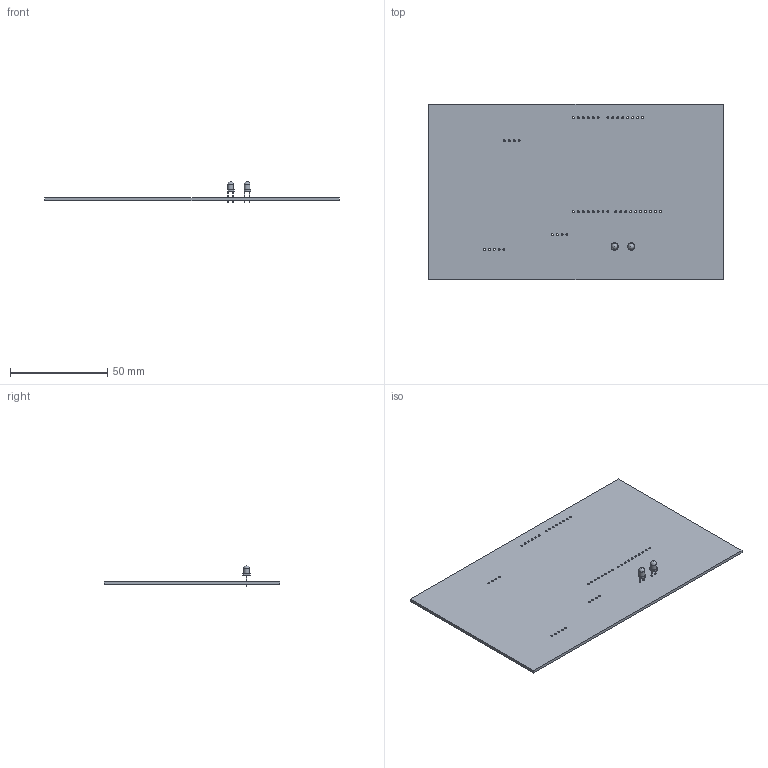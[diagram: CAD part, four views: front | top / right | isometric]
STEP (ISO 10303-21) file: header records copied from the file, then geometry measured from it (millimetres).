
FILE_DESCRIPTION(('KiCad electronic assembly'),'2;1');
FILE_NAME('arise2025_pcb3dmodel.step','2025-12-01T18:34:08',('Pcbnew'),( 'Kicad'),'Open CASCADE STEP processor 7.8','KiCad to STEP converter' ,'Unknown');
FILE_SCHEMA(('AUTOMOTIVE_DESIGN { 1 0 10303 214 1 1 1 1 }'));
Length unit declared in the file: millimetre
Products named in the file (3): arise2025_pcb3dmodel 1; LED_D3.0mm; arise2025_PCB
Assembly tree (3 placements, depth 2):
  arise2025_pcb3dmodel 1
    LED_D3.0mm  x2
    arise2025_PCB
Bounding box: 151 x 90 x 10.8 mm (x, y, z)
Volume: 20542.3 mm3; surface area: 28231 mm2
Topology: 3 solids, 3 shells, 87 faces, 233 edges, 154 vertices
Faces by surface type: cylinder 53, plane 32, sphere 2
Full cylindrical faces by diameter (mm): 0.9 x4, 1 x45, 3 x2
Entity records: 2704 total; most frequent: DIRECTION 452, CARTESIAN_POINT 403, ORIENTED_EDGE 394, EDGE_CURVE 197, AXIS2_PLACEMENT_3D 180, FACE_BOUND 172, EDGE_LOOP 172, VERTEX_POINT 131
